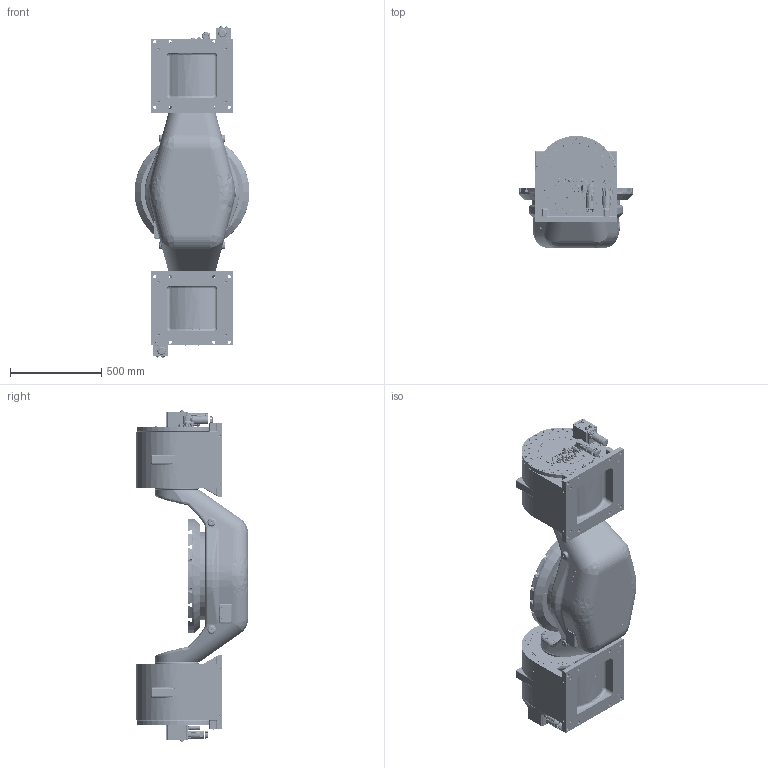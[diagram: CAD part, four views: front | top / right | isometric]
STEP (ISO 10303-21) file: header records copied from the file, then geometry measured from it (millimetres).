
FILE_DESCRIPTION(/* description */ (''),/* implementation_level */ '2;1');
FILE_NAME(/* name */ 'RAB-630.stp',/* time_stamp */ '2021-06-01T17:19:41+08:00',/* author */ ('jiabin'),/* organization */ (''),/* preprocessor_version */ 'ST-DEVELOPER v18',/* originating_system */ 'Autodesk Inventor 2020',/* authorisation */ '');
FILE_SCHEMA (('AUTOMOTIVE_DESIGN { 1 0 10303 214 3 1 1 }'));
Products named in the file (1): AS00628B_RAB-630_承認圖_Shrinkwrap_1
Bounding box: 630 x 615 x 1823.7 mm (x, y, z)
Volume: 211 mm3; surface area: 5480535.4 mm2
Topology: 4 solids, 564 shells, 6639 faces, 25534 edges, 19221 vertices
Faces by surface type: plane 3556, cylinder 1391, bspline 675, cone 592, torus 363, sphere 62
Full cylindrical faces by diameter (mm): 1 x23, 1.25 x1, 2.8 x2, 3 x12, 3.242 x1, 4.134 x4, 4.5 x16, 4.8 x1, 5 x1, 5.4 x1, 6 x6, 7 x39, 7.2 x1, 7.6 x6, 8 x28, 8.5 x7, 9 x15, 9.5 x4, 9.9 x1, 10 x74, 10.106 x14, 11 x48, 12 x11, 12.3 x2, 13 x4, 13.5 x11, 13.835 x13, 14 x44, 14.1 x4, 14.2 x2
Entity records: 375786 total; most frequent: CARTESIAN_POINT 165736, ORIENTED_EDGE 40758, DIRECTION 38537, EDGE_CURVE 25332, VERTEX_POINT 19222, AXIS2_PLACEMENT_3D 13382, LINE 11773, VECTOR 11773
